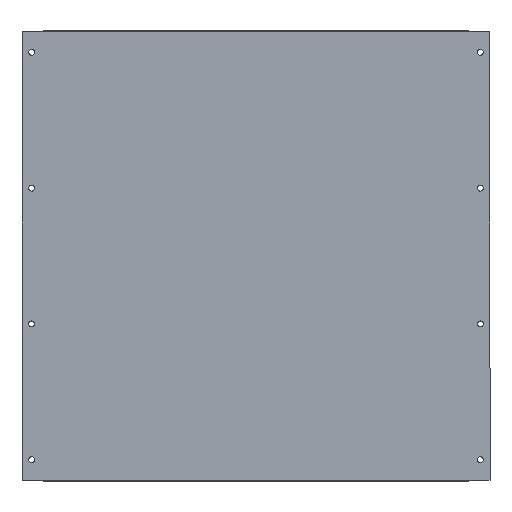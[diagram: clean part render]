
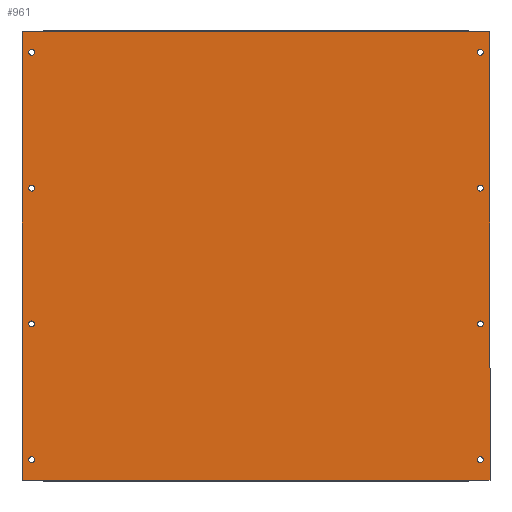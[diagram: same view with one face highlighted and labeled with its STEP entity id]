
A CAD part, top view. The second image highlights one B-rep face of the part: STEP entity #961.
In plain terms, the highlighted planar face has unit normal (0, 0, 1).
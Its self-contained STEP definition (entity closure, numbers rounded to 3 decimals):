
#6 = DIRECTION ( 'NONE',  ( 1., 0., 0. ) ) ;
#10 = CARTESIAN_POINT ( 'NONE',  ( 506.4, 22.5, 0. ) ) ;
#21 = LINE ( 'NONE', #826, #412 ) ;
#29 = DIRECTION ( 'NONE',  ( 0., 0., -1. ) ) ;
#31 = DIRECTION ( 'NONE',  ( 0., 1., 0. ) ) ;
#33 = CARTESIAN_POINT ( 'NONE',  ( 0., 0., 0. ) ) ;
#37 = EDGE_CURVE ( 'NONE', #207, #207, #620, .T. ) ;
#47 = LINE ( 'NONE', #100, #438 ) ;
#50 = EDGE_CURVE ( 'NONE', #813, #813, #189, .T. ) ;
#84 = ORIENTED_EDGE ( 'NONE', *, *, #498, .F. ) ;
#100 = CARTESIAN_POINT ( 'NONE',  ( 493.5, 0., 0. ) ) ;
#104 = CARTESIAN_POINT ( 'NONE',  ( 503.15, 322.5, 0. ) ) ;
#116 = FACE_BOUND ( 'NONE', #318, .T. ) ;
#119 = AXIS2_PLACEMENT_3D ( 'NONE', #657, #655, #644 ) ;
#121 = ORIENTED_EDGE ( 'NONE', *, *, #707, .T. ) ;
#135 = ORIENTED_EDGE ( 'NONE', *, *, #957, .T. ) ;
#142 = FACE_BOUND ( 'NONE', #372, .T. ) ;
#146 = CARTESIAN_POINT ( 'NONE',  ( 0., 495., 0. ) ) ;
#156 = VERTEX_POINT ( 'NONE', #257 ) ;
#159 = EDGE_LOOP ( 'NONE', ( #264 ) ) ;
#166 = VECTOR ( 'NONE', #31, 1000. ) ;
#176 = DIRECTION ( 'NONE',  ( -1., 0., 0. ) ) ;
#180 = DIRECTION ( 'NONE',  ( 0., 0., -1. ) ) ;
#184 = CARTESIAN_POINT ( 'NONE',  ( 10.6, 172.5, 0. ) ) ;
#185 = VECTOR ( 'NONE', #414, 1000. ) ;
#189 = CIRCLE ( 'NONE', #401, 3.25 ) ;
#203 = DIRECTION ( 'NONE',  ( 0., -1., 0. ) ) ;
#207 = VERTEX_POINT ( 'NONE', #987 ) ;
#208 = EDGE_CURVE ( 'NONE', #782, #782, #913, .T. ) ;
#213 = DIRECTION ( 'NONE',  ( -1., 0., 0. ) ) ;
#215 = DIRECTION ( 'NONE',  ( 0., 0., -1. ) ) ;
#218 = LINE ( 'NONE', #512, #166 ) ;
#224 = DIRECTION ( 'NONE',  ( 0., 0., -1. ) ) ;
#246 = DIRECTION ( 'NONE',  ( -1., 0., 0. ) ) ;
#249 = ORIENTED_EDGE ( 'NONE', *, *, #50, .T. ) ;
#257 = CARTESIAN_POINT ( 'NONE',  ( 7.35, 322.5, 0. ) ) ;
#258 = AXIS2_PLACEMENT_3D ( 'NONE', #184, #224, #448 ) ;
#259 = VECTOR ( 'NONE', #203, 1000. ) ;
#264 = ORIENTED_EDGE ( 'NONE', *, *, #304, .T. ) ;
#282 = CARTESIAN_POINT ( 'NONE',  ( 10.6, 472.5, 0. ) ) ;
#290 = ORIENTED_EDGE ( 'NONE', *, *, #925, .T. ) ;
#291 = AXIS2_PLACEMENT_3D ( 'NONE', #10, #29, #1004 ) ;
#304 = EDGE_CURVE ( 'NONE', #586, #586, #484, .T. ) ;
#310 = ORIENTED_EDGE ( 'NONE', *, *, #666, .T. ) ;
#318 = EDGE_LOOP ( 'NONE', ( #392 ) ) ;
#320 = VERTEX_POINT ( 'NONE', #917 ) ;
#322 = DIRECTION ( 'NONE',  ( -1., 0., 0. ) ) ;
#325 = FACE_BOUND ( 'NONE', #764, .T. ) ;
#333 = DIRECTION ( 'NONE',  ( 0., 0., -1. ) ) ;
#335 = VERTEX_POINT ( 'NONE', #570 ) ;
#342 = ORIENTED_EDGE ( 'NONE', *, *, #37, .T. ) ;
#343 = DIRECTION ( 'NONE',  ( 0., 0., -1. ) ) ;
#349 = FACE_BOUND ( 'NONE', #1012, .T. ) ;
#350 = AXIS2_PLACEMENT_3D ( 'NONE', #367, #215, #246 ) ;
#351 = CARTESIAN_POINT ( 'NONE',  ( 506.4, 322.5, 0. ) ) ;
#353 = CIRCLE ( 'NONE', #291, 3.25 ) ;
#355 = ORIENTED_EDGE ( 'NONE', *, *, #208, .T. ) ;
#367 = CARTESIAN_POINT ( 'NONE',  ( 506.4, 172.5, 0. ) ) ;
#372 = EDGE_LOOP ( 'NONE', ( #687 ) ) ;
#382 = ORIENTED_EDGE ( 'NONE', *, *, #1007, .T. ) ;
#383 = EDGE_LOOP ( 'NONE', ( #382, #472, #455, #419, #135, #121, #84, #696 ) ) ;
#391 = LINE ( 'NONE', #598, #185 ) ;
#392 = ORIENTED_EDGE ( 'NONE', *, *, #840, .T. ) ;
#397 = VERTEX_POINT ( 'NONE', #927 ) ;
#401 = AXIS2_PLACEMENT_3D ( 'NONE', #282, #180, #176 ) ;
#404 = VERTEX_POINT ( 'NONE', #915 ) ;
#406 = CARTESIAN_POINT ( 'NONE',  ( 0., 0., 0. ) ) ;
#412 = VECTOR ( 'NONE', #6, 1000. ) ;
#414 = DIRECTION ( 'NONE',  ( -1., 0., 0. ) ) ;
#416 = CIRCLE ( 'NONE', #119, 3.25 ) ;
#419 = ORIENTED_EDGE ( 'NONE', *, *, #551, .T. ) ;
#438 = VECTOR ( 'NONE', #213, 1000. ) ;
#446 = VERTEX_POINT ( 'NONE', #894 ) ;
#448 = DIRECTION ( 'NONE',  ( -1., 0., 0. ) ) ;
#455 = ORIENTED_EDGE ( 'NONE', *, *, #999, .F. ) ;
#458 = EDGE_LOOP ( 'NONE', ( #342 ) ) ;
#461 = AXIS2_PLACEMENT_3D ( 'NONE', #406, #343, #322 ) ;
#472 = ORIENTED_EDGE ( 'NONE', *, *, #1023, .T. ) ;
#484 = CIRCLE ( 'NONE', #772, 3.25 ) ;
#497 = DIRECTION ( 'NONE',  ( 1., 0., 0. ) ) ;
#498 = EDGE_CURVE ( 'NONE', #703, #397, #941, .T. ) ;
#499 = PLANE ( 'NONE',  #461 ) ;
#501 = CARTESIAN_POINT ( 'NONE',  ( 7.35, 22.5, 0. ) ) ;
#512 = CARTESIAN_POINT ( 'NONE',  ( 517., 0., 0. ) ) ;
#527 = LINE ( 'NONE', #836, #708 ) ;
#530 = DIRECTION ( 'NONE',  ( -1., 0., 0. ) ) ;
#539 = CIRCLE ( 'NONE', #258, 3.25 ) ;
#548 = FACE_BOUND ( 'NONE', #458, .T. ) ;
#551 = EDGE_CURVE ( 'NONE', #320, #446, #527, .T. ) ;
#570 = CARTESIAN_POINT ( 'NONE',  ( 503.15, 22.5, 0. ) ) ;
#586 = VERTEX_POINT ( 'NONE', #954 ) ;
#591 = VECTOR ( 'NONE', #530, 1000. ) ;
#598 = CARTESIAN_POINT ( 'NONE',  ( 0., 495., 0. ) ) ;
#612 = CARTESIAN_POINT ( 'NONE',  ( 23.5, 495., 0. ) ) ;
#620 = CIRCLE ( 'NONE', #350, 3.25 ) ;
#623 = VERTEX_POINT ( 'NONE', #1010 ) ;
#625 = CIRCLE ( 'NONE', #636, 3.25 ) ;
#636 = AXIS2_PLACEMENT_3D ( 'NONE', #351, #333, #965 ) ;
#639 = VERTEX_POINT ( 'NONE', #754 ) ;
#644 = DIRECTION ( 'NONE',  ( -1., 0., 0. ) ) ;
#655 = DIRECTION ( 'NONE',  ( 0., 0., -1. ) ) ;
#657 = CARTESIAN_POINT ( 'NONE',  ( 10.6, 322.5, 0. ) ) ;
#659 = LINE ( 'NONE', #33, #259 ) ;
#666 = EDGE_CURVE ( 'NONE', #156, #156, #416, .T. ) ;
#676 = AXIS2_PLACEMENT_3D ( 'NONE', #777, #749, #735 ) ;
#684 = EDGE_LOOP ( 'NONE', ( #249 ) ) ;
#687 = ORIENTED_EDGE ( 'NONE', *, *, #753, .T. ) ;
#696 = ORIENTED_EDGE ( 'NONE', *, *, #732, .T. ) ;
#703 = VERTEX_POINT ( 'NONE', #612 ) ;
#707 = EDGE_CURVE ( 'NONE', #404, #397, #391, .T. ) ;
#708 = VECTOR ( 'NONE', #978, 1000. ) ;
#712 = CARTESIAN_POINT ( 'NONE',  ( 0., 495., 0. ) ) ;
#732 = EDGE_CURVE ( 'NONE', #703, #991, #976, .T. ) ;
#734 = VECTOR ( 'NONE', #497, 1000. ) ;
#735 = DIRECTION ( 'NONE',  ( -1., 0., 0. ) ) ;
#748 = FACE_BOUND ( 'NONE', #159, .T. ) ;
#749 = DIRECTION ( 'NONE',  ( 0., 0., -1. ) ) ;
#753 = EDGE_CURVE ( 'NONE', #758, #758, #539, .T. ) ;
#754 = CARTESIAN_POINT ( 'NONE',  ( 0., 0., 0. ) ) ;
#756 = CARTESIAN_POINT ( 'NONE',  ( 7.35, 172.5, 0. ) ) ;
#758 = VERTEX_POINT ( 'NONE', #756 ) ;
#764 = EDGE_LOOP ( 'NONE', ( #355 ) ) ;
#769 = FACE_BOUND ( 'NONE', #997, .T. ) ;
#772 = AXIS2_PLACEMENT_3D ( 'NONE', #1000, #998, #996 ) ;
#777 = CARTESIAN_POINT ( 'NONE',  ( 10.6, 22.5, 0. ) ) ;
#782 = VERTEX_POINT ( 'NONE', #501 ) ;
#813 = VERTEX_POINT ( 'NONE', #872 ) ;
#817 = CARTESIAN_POINT ( 'NONE',  ( 23.5, 495., 0. ) ) ;
#826 = CARTESIAN_POINT ( 'NONE',  ( 0., 0., 0. ) ) ;
#836 = CARTESIAN_POINT ( 'NONE',  ( 0., 0., 0. ) ) ;
#840 = EDGE_CURVE ( 'NONE', #335, #335, #353, .T. ) ;
#872 = CARTESIAN_POINT ( 'NONE',  ( 7.35, 472.5, 0. ) ) ;
#894 = CARTESIAN_POINT ( 'NONE',  ( 517., 0., 0. ) ) ;
#913 = CIRCLE ( 'NONE', #676, 3.25 ) ;
#915 = CARTESIAN_POINT ( 'NONE',  ( 517., 495., 0. ) ) ;
#917 = CARTESIAN_POINT ( 'NONE',  ( 493.5, 0., 0. ) ) ;
#925 = EDGE_CURVE ( 'NONE', #945, #945, #625, .T. ) ;
#927 = CARTESIAN_POINT ( 'NONE',  ( 493.5, 495., 0. ) ) ;
#935 = FACE_OUTER_BOUND ( 'NONE', #383, .T. ) ;
#941 = LINE ( 'NONE', #817, #734 ) ;
#945 = VERTEX_POINT ( 'NONE', #104 ) ;
#954 = CARTESIAN_POINT ( 'NONE',  ( 503.15, 472.5, 0. ) ) ;
#957 = EDGE_CURVE ( 'NONE', #446, #404, #218, .T. ) ;
#961 = ADVANCED_FACE ( 'NONE', ( #986, #748, #349, #769, #142, #548, #325, #116, #935 ), #499, .F. ) ;
#965 = DIRECTION ( 'NONE',  ( -1., 0., 0. ) ) ;
#976 = LINE ( 'NONE', #712, #591 ) ;
#978 = DIRECTION ( 'NONE',  ( 1., 0., 0. ) ) ;
#986 = FACE_BOUND ( 'NONE', #684, .T. ) ;
#987 = CARTESIAN_POINT ( 'NONE',  ( 503.15, 172.5, 0. ) ) ;
#991 = VERTEX_POINT ( 'NONE', #146 ) ;
#996 = DIRECTION ( 'NONE',  ( -1., 0., 0. ) ) ;
#997 = EDGE_LOOP ( 'NONE', ( #290 ) ) ;
#998 = DIRECTION ( 'NONE',  ( 0., 0., -1. ) ) ;
#999 = EDGE_CURVE ( 'NONE', #320, #623, #47, .T. ) ;
#1000 = CARTESIAN_POINT ( 'NONE',  ( 506.4, 472.5, 0. ) ) ;
#1004 = DIRECTION ( 'NONE',  ( -1., 0., 0. ) ) ;
#1007 = EDGE_CURVE ( 'NONE', #991, #639, #659, .T. ) ;
#1010 = CARTESIAN_POINT ( 'NONE',  ( 23.5, 0., 0. ) ) ;
#1012 = EDGE_LOOP ( 'NONE', ( #310 ) ) ;
#1023 = EDGE_CURVE ( 'NONE', #639, #623, #21, .T. ) ;
